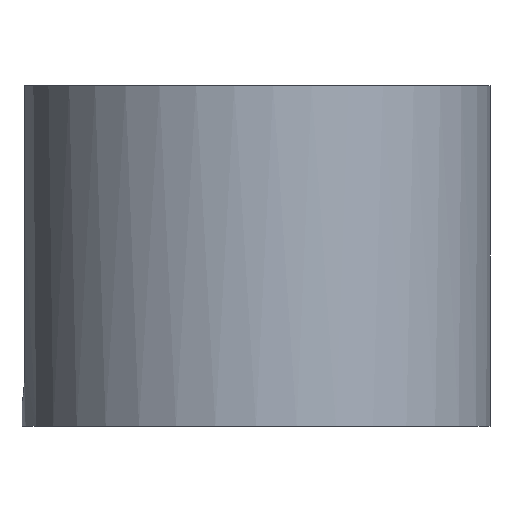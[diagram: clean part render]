
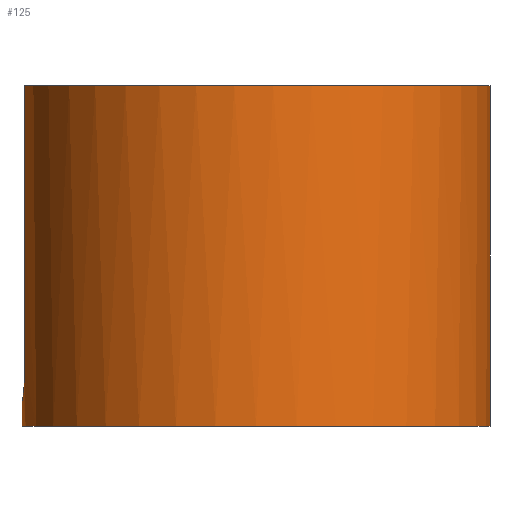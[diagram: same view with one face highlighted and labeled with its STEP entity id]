
A CAD part, front view. The second image highlights one B-rep face of the part: STEP entity #125.
In plain terms, the highlighted cylindrical face has radius 13.75 mm (diameter 27.5 mm), a full revolution.
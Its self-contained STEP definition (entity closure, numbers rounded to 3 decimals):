
#21=ELLIPSE('',#149,1923.387,13.75);
#23=B_SPLINE_CURVE_WITH_KNOTS('',3,(#216,#217,#218,#219,#220,#221,#222),
 .UNSPECIFIED.,.F.,.F.,(4,1,1,1,4),(0.,0.002,
0.003,0.005,0.007),
 .UNSPECIFIED.);
#26=CYLINDRICAL_SURFACE('',#151,13.75);
#30=LINE('',#204,#36);
#36=VECTOR('',#171,1000.);
#62=ORIENTED_EDGE('',*,*,#68,.T.);
#63=ORIENTED_EDGE('',*,*,#71,.T.);
#64=ORIENTED_EDGE('',*,*,#80,.T.);
#65=ORIENTED_EDGE('',*,*,#77,.T.);
#66=ORIENTED_EDGE('',*,*,#74,.T.);
#68=EDGE_CURVE('',#82,#82,#92,.T.);
#71=EDGE_CURVE('',#86,#85,#94,.T.);
#74=EDGE_CURVE('',#88,#86,#30,.T.);
#77=EDGE_CURVE('',#90,#88,#23,.T.);
#80=EDGE_CURVE('',#85,#90,#21,.T.);
#82=VERTEX_POINT('',#191);
#85=VERTEX_POINT('',#197);
#86=VERTEX_POINT('',#199);
#88=VERTEX_POINT('',#205);
#90=VERTEX_POINT('',#223);
#92=CIRCLE('',#141,13.75);
#94=CIRCLE('',#144,13.75);
#103=EDGE_LOOP('',(#62));
#104=EDGE_LOOP('',(#63,#64,#65,#66));
#113=FACE_BOUND('',#103,.T.);
#114=FACE_BOUND('',#104,.T.);
#125=ADVANCED_FACE('',(#113,#114),#26,.T.);
#141=AXIS2_PLACEMENT_3D('',#190,#158,#159);
#144=AXIS2_PLACEMENT_3D('',#198,#165,#166);
#149=AXIS2_PLACEMENT_3D('',#227,#180,#181);
#151=AXIS2_PLACEMENT_3D('',#229,#184,#185);
#158=DIRECTION('',(0.,0.,1.));
#159=DIRECTION('',(1.,0.,0.));
#165=DIRECTION('',(0.,0.,-1.));
#166=DIRECTION('',(1.,0.,0.));
#171=DIRECTION('',(0.,0.,1.));
#180=DIRECTION('',(0.,-1.,0.007));
#181=DIRECTION('',(0.,-0.007,-1.));
#184=DIRECTION('',(0.,0.,1.));
#185=DIRECTION('',(1.,0.,0.));
#190=CARTESIAN_POINT('',(0.,0.,0.));
#191=CARTESIAN_POINT('',(13.75,0.,0.));
#197=CARTESIAN_POINT('',(-13.601,-2.02,20.));
#198=CARTESIAN_POINT('',(0.,0.,20.));
#199=CARTESIAN_POINT('',(-13.579,2.162,20.));
#204=CARTESIAN_POINT('',(-13.579,2.162,0.));
#205=CARTESIAN_POINT('',(-13.579,2.162,3.462));
#216=CARTESIAN_POINT('',(-13.583,-2.138,3.477));
#217=CARTESIAN_POINT('',(-13.582,-2.142,2.907));
#218=CARTESIAN_POINT('',(-13.666,-1.683,1.79));
#219=CARTESIAN_POINT('',(-13.792,0.004,1.076));
#220=CARTESIAN_POINT('',(-13.665,1.694,1.776));
#221=CARTESIAN_POINT('',(-13.579,2.162,2.892));
#222=CARTESIAN_POINT('',(-13.579,2.162,3.462));
#223=CARTESIAN_POINT('',(-13.583,-2.138,3.477));
#227=CARTESIAN_POINT('',(0.,0.,302.539));
#229=CARTESIAN_POINT('',(0.,0.,0.));
